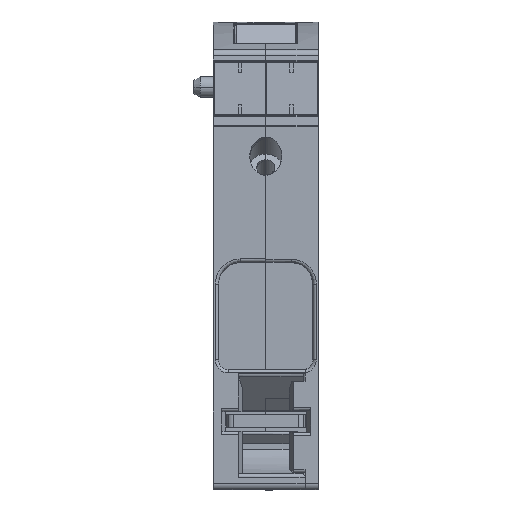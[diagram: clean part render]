
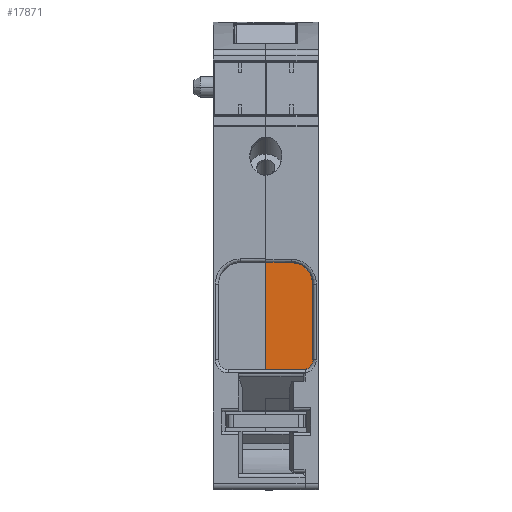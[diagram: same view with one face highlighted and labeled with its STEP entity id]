
A CAD part, front view. The second image highlights one B-rep face of the part: STEP entity #17871.
In plain terms, the highlighted planar face has unit normal (0, -1, 0).
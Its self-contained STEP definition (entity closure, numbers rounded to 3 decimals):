
#17825=AXIS2_PLACEMENT_3D('Plane Axis2P3D',#17822,#17823,#17824) ;
#17829=AXIS2_PLACEMENT_3D('Circle Axis2P3D',#17827,#17828,$) ;
#15855=CARTESIAN_POINT('Vertex',(17.,13.33,18.4)) ;
#15858=CARTESIAN_POINT('Line Origine',(14.,13.33,18.4)) ;
#15862=CARTESIAN_POINT('Vertex',(11.,13.33,18.4)) ;
#17350=CARTESIAN_POINT('Line Origine',(11.,13.33,26.609)) ;
#17354=CARTESIAN_POINT('Vertex',(11.,13.33,34.818)) ;
#17756=CARTESIAN_POINT('Vertex',(17.,13.33,18.428)) ;
#17759=CARTESIAN_POINT('Line Origine',(17.,13.33,18.414)) ;
#17822=CARTESIAN_POINT('Axis2P3D Location',(0.,13.33,0.45)) ;
#17827=CARTESIAN_POINT('Axis2P3D Location',(16.712,13.33,19.9)) ;
#17831=CARTESIAN_POINT('Vertex',(18.212,13.33,19.9)) ;
#17834=CARTESIAN_POINT('Line Origine',(18.212,13.33,25.69)) ;
#17838=CARTESIAN_POINT('Vertex',(18.212,13.33,31.48)) ;
#17842=CARTESIAN_POINT('Control Point',(18.212,13.33,31.48)) ;
#17843=CARTESIAN_POINT('Control Point',(18.212,13.33,31.833)) ;
#17844=CARTESIAN_POINT('Control Point',(18.163,13.33,32.188)) ;
#17845=CARTESIAN_POINT('Control Point',(18.067,13.33,32.534)) ;
#17846=CARTESIAN_POINT('Control Point',(17.782,13.33,33.196)) ;
#17847=CARTESIAN_POINT('Control Point',(17.334,13.33,33.763)) ;
#17848=CARTESIAN_POINT('Control Point',(17.073,13.33,34.018)) ;
#17849=CARTESIAN_POINT('Control Point',(16.518,13.33,34.429)) ;
#17850=CARTESIAN_POINT('Control Point',(15.878,13.33,34.688)) ;
#17851=CARTESIAN_POINT('Control Point',(15.562,13.33,34.772)) ;
#17852=CARTESIAN_POINT('Control Point',(15.238,13.33,34.816)) ;
#17853=CARTESIAN_POINT('Control Point',(14.915,13.33,34.818)) ;
#17854=CARTESIAN_POINT('Vertex',(14.915,13.33,34.818)) ;
#17857=CARTESIAN_POINT('Line Origine',(12.957,13.33,34.818)) ;
#15859=DIRECTION('Vector Direction',(1.,0.,0.)) ;
#17351=DIRECTION('Vector Direction',(0.,0.,-1.)) ;
#17760=DIRECTION('Vector Direction',(0.,0.,-1.)) ;
#17823=DIRECTION('Axis2P3D Direction',(0.,-1.,0.)) ;
#17824=DIRECTION('Axis2P3D XDirection',(1.,0.,0.)) ;
#17828=DIRECTION('Axis2P3D Direction',(0.,-1.,0.)) ;
#17835=DIRECTION('Vector Direction',(0.,0.,1.)) ;
#17858=DIRECTION('Vector Direction',(-1.,0.,0.)) ;
#15860=VECTOR('Line Direction',#15859,1.) ;
#17352=VECTOR('Line Direction',#17351,1.) ;
#17761=VECTOR('Line Direction',#17760,1.) ;
#17836=VECTOR('Line Direction',#17835,1.) ;
#17859=VECTOR('Line Direction',#17858,1.) ;
#17863=ORIENTED_EDGE('',*,*,#15864,.F.) ;
#17864=ORIENTED_EDGE('',*,*,#17763,.F.) ;
#17865=ORIENTED_EDGE('',*,*,#17833,.T.) ;
#17866=ORIENTED_EDGE('',*,*,#17840,.T.) ;
#17867=ORIENTED_EDGE('',*,*,#17856,.T.) ;
#17868=ORIENTED_EDGE('',*,*,#17861,.T.) ;
#17869=ORIENTED_EDGE('',*,*,#17356,.T.) ;
#17871=ADVANCED_FACE('MLD R',(#17870),#17826,.T.) ;
#17841=B_SPLINE_CURVE_WITH_KNOTS('',5,(#17842,#17843,#17844,#17845,#17846,#17847,#17848,#17849,#17850,#17851,#17852,#17853),.UNSPECIFIED.,.F.,.U.,(6,3,3,6),(0.,2.527,5.081,7.37),.UNSPECIFIED.) ;
#17830=CIRCLE('generated circle',#17829,1.5) ;
#15864=EDGE_CURVE('',#15856,#15863,#15861,.F.) ;
#17356=EDGE_CURVE('',#17355,#15863,#17353,.T.) ;
#17763=EDGE_CURVE('',#17757,#15856,#17762,.T.) ;
#17833=EDGE_CURVE('',#17757,#17832,#17830,.T.) ;
#17840=EDGE_CURVE('',#17832,#17839,#17837,.T.) ;
#17856=EDGE_CURVE('',#17839,#17855,#17841,.T.) ;
#17861=EDGE_CURVE('',#17855,#17355,#17860,.T.) ;
#17862=EDGE_LOOP('',(#17863,#17864,#17865,#17866,#17867,#17868,#17869)) ;
#17870=FACE_OUTER_BOUND('',#17862,.T.) ;
#15861=LINE('Line',#15858,#15860) ;
#17353=LINE('Line',#17350,#17352) ;
#17762=LINE('Line',#17759,#17761) ;
#17837=LINE('Line',#17834,#17836) ;
#17860=LINE('Line',#17857,#17859) ;
#17826=PLANE('',#17825) ;
#15856=VERTEX_POINT('',#15855) ;
#15863=VERTEX_POINT('',#15862) ;
#17355=VERTEX_POINT('',#17354) ;
#17757=VERTEX_POINT('',#17756) ;
#17832=VERTEX_POINT('',#17831) ;
#17839=VERTEX_POINT('',#17838) ;
#17855=VERTEX_POINT('',#17854) ;
